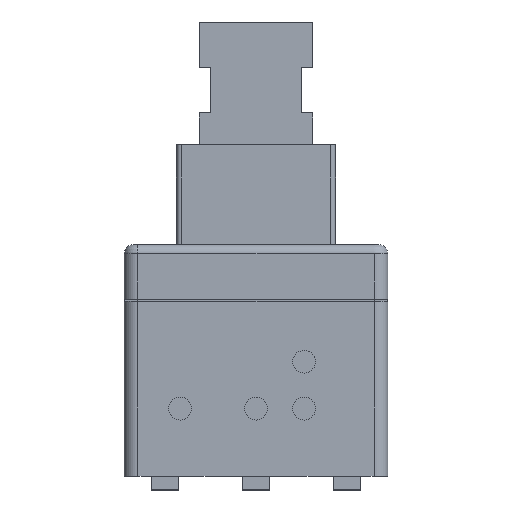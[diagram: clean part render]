
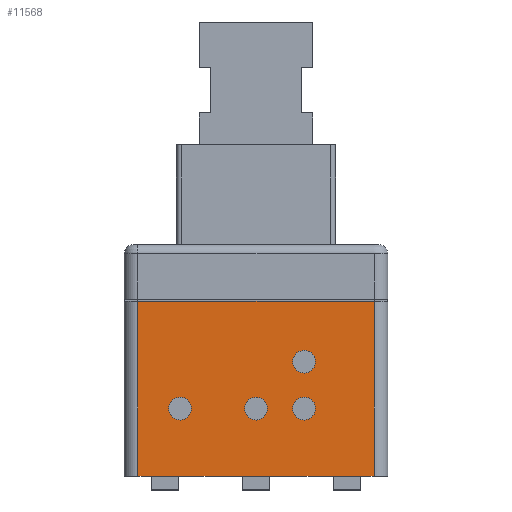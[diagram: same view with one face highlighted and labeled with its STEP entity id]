
A CAD part, left-side view. The second image highlights one B-rep face of the part: STEP entity #11568.
In plain terms, the highlighted planar face has unit normal (-1, 0, 0).
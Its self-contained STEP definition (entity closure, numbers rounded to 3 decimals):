
#8167 = VERTEX_POINT('',#8168);
#8168 = CARTESIAN_POINT('',(-2.9,-1.31,2.824)
  );
#8174 = EDGE_CURVE('',#8167,#8175,#8177,.T.);
#8175 = VERTEX_POINT('',#8176);
#8176 = CARTESIAN_POINT('',(-2.9,-0.81,2.824)
  );
#8177 = CIRCLE('',#8178,0.25);
#8178 = AXIS2_PLACEMENT_3D('',#8179,#8180,#8181);
#8179 = CARTESIAN_POINT('',(-2.9,-1.06,2.824)
  );
#8180 = DIRECTION('',(1.,0.,0.));
#8181 = DIRECTION('',(0.,-1.,0.));
#8209 = VERTEX_POINT('',#8210);
#8210 = CARTESIAN_POINT('',(-2.9,-1.31,1.79
    ));
#8216 = EDGE_CURVE('',#8209,#8217,#8219,.T.);
#8217 = VERTEX_POINT('',#8218);
#8218 = CARTESIAN_POINT('',(-2.9,-0.81,1.79
    ));
#8219 = CIRCLE('',#8220,0.25);
#8220 = AXIS2_PLACEMENT_3D('',#8221,#8222,#8223);
#8221 = CARTESIAN_POINT('',(-2.9,-1.06,1.79
    ));
#8222 = DIRECTION('',(1.,0.,0.));
#8223 = DIRECTION('',(0.,-1.,0.));
#8251 = VERTEX_POINT('',#8252);
#8252 = CARTESIAN_POINT('',(-2.9,1.42,1.79)
  );
#8258 = EDGE_CURVE('',#8251,#8259,#8261,.T.);
#8259 = VERTEX_POINT('',#8260);
#8260 = CARTESIAN_POINT('',(-2.9,1.92,1.79)
  );
#8261 = CIRCLE('',#8262,0.25);
#8262 = AXIS2_PLACEMENT_3D('',#8263,#8264,#8265);
#8263 = CARTESIAN_POINT('',(-2.9,1.67,1.79)
  );
#8264 = DIRECTION('',(1.,0.,0.));
#8265 = DIRECTION('',(0.,-1.,0.));
#8293 = VERTEX_POINT('',#8294);
#8294 = CARTESIAN_POINT('',(-2.9,-0.25,1.79
    ));
#8300 = EDGE_CURVE('',#8293,#8301,#8303,.T.);
#8301 = VERTEX_POINT('',#8302);
#8302 = CARTESIAN_POINT('',(-2.9,0.25,1.79)
  );
#8303 = CIRCLE('',#8304,0.25);
#8304 = AXIS2_PLACEMENT_3D('',#8305,#8306,#8307);
#8305 = CARTESIAN_POINT('',(-2.9,0.,
    1.79));
#8306 = DIRECTION('',(1.,0.,0.));
#8307 = DIRECTION('',(0.,-1.,0.));
#8967 = VERTEX_POINT('',#8968);
#8968 = CARTESIAN_POINT('',(-2.9,-2.6,0.3
    ));
#8975 = EDGE_CURVE('',#8976,#8967,#8978,.T.);
#8976 = VERTEX_POINT('',#8977);
#8977 = CARTESIAN_POINT('',(-2.9,-2.3,0.3
    ));
#8978 = LINE('',#8979,#8980);
#8979 = CARTESIAN_POINT('',(-2.9,2.9,0.3)
  );
#8980 = VECTOR('',#8981,1.);
#8981 = DIRECTION('',(0.,-1.,0.));
#9000 = VERTEX_POINT('',#9001);
#9001 = CARTESIAN_POINT('',(-2.9,-1.7,0.3
    ));
#9007 = EDGE_CURVE('',#9008,#9000,#9010,.T.);
#9008 = VERTEX_POINT('',#9009);
#9009 = CARTESIAN_POINT('',(-2.9,-0.3,0.3
    ));
#9010 = LINE('',#9011,#9012);
#9011 = CARTESIAN_POINT('',(-2.9,2.9,0.3)
  );
#9012 = VECTOR('',#9013,1.);
#9013 = DIRECTION('',(0.,-1.,0.));
#9032 = VERTEX_POINT('',#9033);
#9033 = CARTESIAN_POINT('',(-2.9,0.3,0.3)
  );
#9039 = EDGE_CURVE('',#9040,#9032,#9042,.T.);
#9040 = VERTEX_POINT('',#9041);
#9041 = CARTESIAN_POINT('',(-2.9,1.7,0.3)
  );
#9042 = LINE('',#9043,#9044);
#9043 = CARTESIAN_POINT('',(-2.9,2.9,0.3)
  );
#9044 = VECTOR('',#9045,1.);
#9045 = DIRECTION('',(0.,-1.,0.));
#9064 = VERTEX_POINT('',#9065);
#9065 = CARTESIAN_POINT('',(-2.9,2.3,0.3)
  );
#9071 = EDGE_CURVE('',#9072,#9064,#9074,.T.);
#9072 = VERTEX_POINT('',#9073);
#9073 = CARTESIAN_POINT('',(-2.9,2.6,0.3)
  );
#9074 = LINE('',#9075,#9076);
#9075 = CARTESIAN_POINT('',(-2.9,2.9,0.3)
  );
#9076 = VECTOR('',#9077,1.);
#9077 = DIRECTION('',(0.,-1.,0.));
#11224 = VERTEX_POINT('',#11225);
#11225 = CARTESIAN_POINT('',(-2.9,2.6,4.15
    ));
#11234 = EDGE_CURVE('',#9072,#11224,#11235,.T.);
#11235 = LINE('',#11236,#11237);
#11236 = CARTESIAN_POINT('',(-2.9,2.6,
    17.507));
#11237 = VECTOR('',#11238,1.);
#11238 = DIRECTION('',(0.,0.,1.));
#11249 = VERTEX_POINT('',#11250);
#11250 = CARTESIAN_POINT('',(-2.9,-2.6,
    4.15));
#11257 = EDGE_CURVE('',#11249,#8967,#11258,.T.);
#11258 = LINE('',#11259,#11260);
#11259 = CARTESIAN_POINT('',(-2.9,-2.6,
    17.507));
#11260 = VECTOR('',#11261,1.);
#11261 = DIRECTION('',(0.,0.,-1.));
#11568 = ADVANCED_FACE('',(#11569,#11601,#11611,#11621,#11631),#11641,
  .T.);
#11569 = FACE_BOUND('',#11570,.T.);
#11570 = EDGE_LOOP('',(#11571,#11577,#11578,#11579,#11585,#11586,#11592,
    #11593,#11599,#11600));
#11571 = ORIENTED_EDGE('',*,*,#11572,.T.);
#11572 = EDGE_CURVE('',#11249,#11224,#11573,.T.);
#11573 = LINE('',#11574,#11575);
#11574 = CARTESIAN_POINT('',(-2.9,-2.6,
    4.15));
#11575 = VECTOR('',#11576,1.);
#11576 = DIRECTION('',(0.,1.,0.));
#11577 = ORIENTED_EDGE('',*,*,#11234,.F.);
#11578 = ORIENTED_EDGE('',*,*,#9071,.T.);
#11579 = ORIENTED_EDGE('',*,*,#11580,.T.);
#11580 = EDGE_CURVE('',#9064,#9040,#11581,.T.);
#11581 = LINE('',#11582,#11583);
#11582 = CARTESIAN_POINT('',(-2.9,2.9,0.3
    ));
#11583 = VECTOR('',#11584,1.);
#11584 = DIRECTION('',(0.,-1.,0.));
#11585 = ORIENTED_EDGE('',*,*,#9039,.T.);
#11586 = ORIENTED_EDGE('',*,*,#11587,.T.);
#11587 = EDGE_CURVE('',#9032,#9008,#11588,.T.);
#11588 = LINE('',#11589,#11590);
#11589 = CARTESIAN_POINT('',(-2.9,2.9,0.3
    ));
#11590 = VECTOR('',#11591,1.);
#11591 = DIRECTION('',(0.,-1.,0.));
#11592 = ORIENTED_EDGE('',*,*,#9007,.T.);
#11593 = ORIENTED_EDGE('',*,*,#11594,.T.);
#11594 = EDGE_CURVE('',#9000,#8976,#11595,.T.);
#11595 = LINE('',#11596,#11597);
#11596 = CARTESIAN_POINT('',(-2.9,2.9,0.3
    ));
#11597 = VECTOR('',#11598,1.);
#11598 = DIRECTION('',(0.,-1.,0.));
#11599 = ORIENTED_EDGE('',*,*,#8975,.T.);
#11600 = ORIENTED_EDGE('',*,*,#11257,.F.);
#11601 = FACE_BOUND('',#11602,.T.);
#11602 = EDGE_LOOP('',(#11603,#11604));
#11603 = ORIENTED_EDGE('',*,*,#8174,.T.);
#11604 = ORIENTED_EDGE('',*,*,#11605,.T.);
#11605 = EDGE_CURVE('',#8175,#8167,#11606,.T.);
#11606 = CIRCLE('',#11607,0.25);
#11607 = AXIS2_PLACEMENT_3D('',#11608,#11609,#11610);
#11608 = CARTESIAN_POINT('',(-2.9,-1.06,2.824
    ));
#11609 = DIRECTION('',(1.,0.,0.));
#11610 = DIRECTION('',(0.,-1.,0.));
#11611 = FACE_BOUND('',#11612,.T.);
#11612 = EDGE_LOOP('',(#11613,#11614));
#11613 = ORIENTED_EDGE('',*,*,#8216,.T.);
#11614 = ORIENTED_EDGE('',*,*,#11615,.T.);
#11615 = EDGE_CURVE('',#8217,#8209,#11616,.T.);
#11616 = CIRCLE('',#11617,0.25);
#11617 = AXIS2_PLACEMENT_3D('',#11618,#11619,#11620);
#11618 = CARTESIAN_POINT('',(-2.9,-1.06,
    1.79));
#11619 = DIRECTION('',(1.,0.,0.));
#11620 = DIRECTION('',(0.,-1.,0.));
#11621 = FACE_BOUND('',#11622,.T.);
#11622 = EDGE_LOOP('',(#11623,#11624));
#11623 = ORIENTED_EDGE('',*,*,#8258,.T.);
#11624 = ORIENTED_EDGE('',*,*,#11625,.T.);
#11625 = EDGE_CURVE('',#8259,#8251,#11626,.T.);
#11626 = CIRCLE('',#11627,0.25);
#11627 = AXIS2_PLACEMENT_3D('',#11628,#11629,#11630);
#11628 = CARTESIAN_POINT('',(-2.9,1.67,1.79
    ));
#11629 = DIRECTION('',(1.,0.,0.));
#11630 = DIRECTION('',(0.,-1.,0.));
#11631 = FACE_BOUND('',#11632,.T.);
#11632 = EDGE_LOOP('',(#11633,#11634));
#11633 = ORIENTED_EDGE('',*,*,#8300,.T.);
#11634 = ORIENTED_EDGE('',*,*,#11635,.T.);
#11635 = EDGE_CURVE('',#8301,#8293,#11636,.T.);
#11636 = CIRCLE('',#11637,0.25);
#11637 = AXIS2_PLACEMENT_3D('',#11638,#11639,#11640);
#11638 = CARTESIAN_POINT('',(-2.9,0.,
    1.79));
#11639 = DIRECTION('',(1.,0.,0.));
#11640 = DIRECTION('',(0.,-1.,0.));
#11641 = PLANE('',#11642);
#11642 = AXIS2_PLACEMENT_3D('',#11643,#11644,#11645);
#11643 = CARTESIAN_POINT('',(-2.9,2.9,0.3
    ));
#11644 = DIRECTION('',(-1.,0.,0.));
#11645 = DIRECTION('',(0.,-1.,0.));
